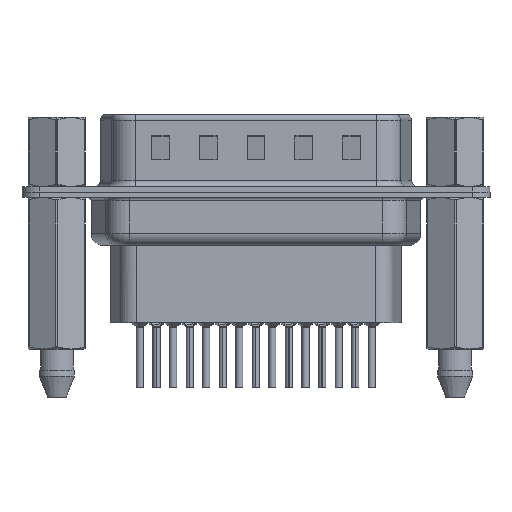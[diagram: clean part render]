
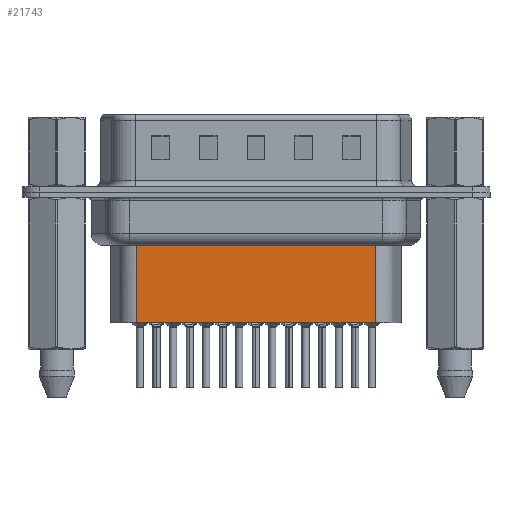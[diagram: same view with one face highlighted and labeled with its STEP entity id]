
A CAD part, front view. The second image highlights one B-rep face of the part: STEP entity #21743.
In plain terms, the highlighted planar face has unit normal (0, -1, 0).
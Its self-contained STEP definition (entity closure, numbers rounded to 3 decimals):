
#100 = EDGE_LOOP ( 'NONE', ( #21313, #28615, #14339, #6786 ) ) ;
#651 = DIRECTION ( 'NONE',  ( 0., 0., -1. ) ) ;
#869 = CARTESIAN_POINT ( 'NONE',  ( 26.619, -3.5, -4.097 ) ) ;
#2051 = VERTEX_POINT ( 'NONE', #18375 ) ;
#2333 = DIRECTION ( 'NONE',  ( -1., 0., 0. ) ) ;
#3252 = LINE ( 'NONE', #12180, #20454 ) ;
#6786 = ORIENTED_EDGE ( 'NONE', *, *, #17336, .F. ) ;
#7484 = LINE ( 'NONE', #16368, #21088 ) ;
#7592 = VERTEX_POINT ( 'NONE', #23543 ) ;
#7981 = EDGE_CURVE ( 'NONE', #24690, #7592, #12169, .T. ) ;
#10179 = VECTOR ( 'NONE', #2333, 1000. ) ;
#11975 = CARTESIAN_POINT ( 'NONE',  ( 6.681, -3.5, -3.1 ) ) ;
#12169 = LINE ( 'NONE', #21855, #22342 ) ;
#12180 = CARTESIAN_POINT ( 'NONE',  ( 26.619, -3.5, -3.1 ) ) ;
#13278 = CARTESIAN_POINT ( 'NONE',  ( 26.619, -3.5, -10.95 ) ) ;
#14131 = FACE_OUTER_BOUND ( 'NONE', #100, .T. ) ;
#14339 = ORIENTED_EDGE ( 'NONE', *, *, #23885, .T. ) ;
#16368 = CARTESIAN_POINT ( 'NONE',  ( 6.681, -3.5, -3.1 ) ) ;
#17336 = EDGE_CURVE ( 'NONE', #19158, #2051, #27268, .T. ) ;
#18375 = CARTESIAN_POINT ( 'NONE',  ( 6.681, -3.5, -10.95 ) ) ;
#19158 = VERTEX_POINT ( 'NONE', #13278 ) ;
#20454 = VECTOR ( 'NONE', #651, 1000. ) ;
#20555 = CARTESIAN_POINT ( 'NONE',  ( 6.681, -3.5, -10.95 ) ) ;
#20911 = EDGE_CURVE ( 'NONE', #24690, #19158, #3252, .T. ) ;
#21088 = VECTOR ( 'NONE', #25272, 1000. ) ;
#21313 = ORIENTED_EDGE ( 'NONE', *, *, #20911, .F. ) ;
#21743 = ADVANCED_FACE ( 'NONE', ( #14131 ), #27109, .T. ) ;
#21855 = CARTESIAN_POINT ( 'NONE',  ( 6.434, -3.5, -4.097 ) ) ;
#22330 = AXIS2_PLACEMENT_3D ( 'NONE', #11975, #27695, #22739 ) ;
#22342 = VECTOR ( 'NONE', #26382, 1000. ) ;
#22739 = DIRECTION ( 'NONE',  ( 1., 0., 0. ) ) ;
#23543 = CARTESIAN_POINT ( 'NONE',  ( 6.681, -3.5, -4.097 ) ) ;
#23885 = EDGE_CURVE ( 'NONE', #7592, #2051, #7484, .T. ) ;
#24690 = VERTEX_POINT ( 'NONE', #869 ) ;
#25272 = DIRECTION ( 'NONE',  ( 0., 0., -1. ) ) ;
#26382 = DIRECTION ( 'NONE',  ( -1., 0., 0. ) ) ;
#27109 = PLANE ( 'NONE',  #22330 ) ;
#27268 = LINE ( 'NONE', #20555, #10179 ) ;
#27695 = DIRECTION ( 'NONE',  ( 0., -1., 0. ) ) ;
#28615 = ORIENTED_EDGE ( 'NONE', *, *, #7981, .T. ) ;
